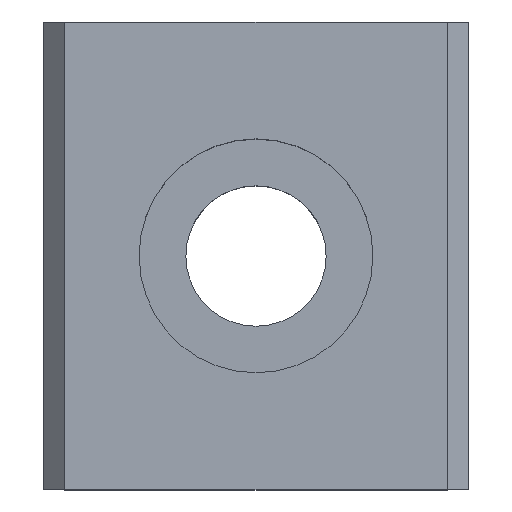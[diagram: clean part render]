
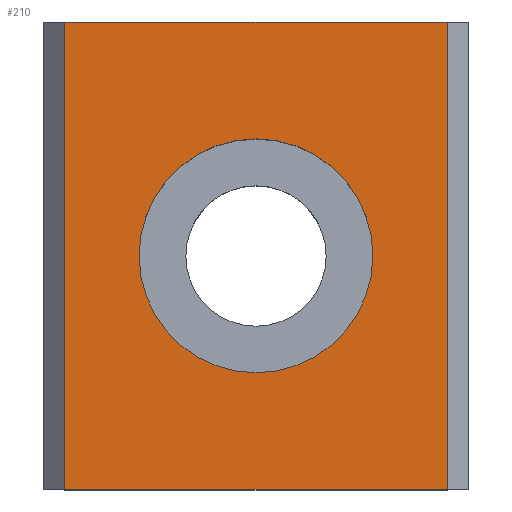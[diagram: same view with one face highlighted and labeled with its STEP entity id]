
A CAD part, top view. The second image highlights one B-rep face of the part: STEP entity #210.
In plain terms, the highlighted planar face has unit normal (0, 0, 1).
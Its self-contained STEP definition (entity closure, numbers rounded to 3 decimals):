
#118=VERTEX_POINT('',#288);
#140=VERTEX_POINT('',#312);
#174=VERTEX_POINT('',#351);
#192=EDGE_CURVE('',#118,#222,#372,.T.);
#200=EDGE_CURVE('',#222,#118,#380,.T.);
#210=ADVANCED_FACE('',(#390,#391),#392,.T.);
#222=VERTEX_POINT('',#405);
#228=EDGE_CURVE('',#236,#174,#412,.T.);
#232=EDGE_CURVE('',#236,#244,#416,.T.);
#236=VERTEX_POINT('',#421);
#242=EDGE_CURVE('',#140,#244,#428,.T.);
#244=VERTEX_POINT('',#430);
#250=EDGE_CURVE('',#174,#140,#436,.T.);
#288=CARTESIAN_POINT('',(-5.5,0.,10.));
#312=CARTESIAN_POINT('',(-9.0,-11.0,10.0));
#351=CARTESIAN_POINT('',(-9.0,11.0,10.0));
#372=CIRCLE('',#579,5.5);
#380=CIRCLE('',#592,5.5);
#390=FACE_OUTER_BOUND('',#608,.T.);
#391=FACE_BOUND('',#609,.T.);
#392=PLANE('',#610);
#405=CARTESIAN_POINT('',(5.5,0.,10.0));
#412=LINE('',#636,#637);
#416=LINE('',#644,#645);
#421=CARTESIAN_POINT('',(9.0,11.0,10.0));
#428=LINE('',#660,#661);
#430=CARTESIAN_POINT('',(9.0,-11.0,10.0));
#436=LINE('',#674,#675);
#579=AXIS2_PLACEMENT_3D('',#792,#793,#794);
#592=AXIS2_PLACEMENT_3D('',#797,#798,#799);
#608=EDGE_LOOP('',(#804,#805,#806,#807));
#609=EDGE_LOOP('',(#808,#809));
#610=AXIS2_PLACEMENT_3D('',#810,#811,#812);
#636=CARTESIAN_POINT('',(9.0,11.0,10.0));
#637=VECTOR('',#838,1.0);
#644=CARTESIAN_POINT('',(9.0,0.,10.0));
#645=VECTOR('',#840,1.0);
#660=CARTESIAN_POINT('',(9.0,-11.0,10.0));
#661=VECTOR('',#858,1.0);
#674=CARTESIAN_POINT('',(-9.0,0.,10.0));
#675=VECTOR('',#861,1.0);
#792=CARTESIAN_POINT('',(0.,0.,10.0));
#793=DIRECTION('',(0.0,0.,-1.0));
#794=DIRECTION('',(-1.0,0.,0.));
#797=CARTESIAN_POINT('',(0.,0.,10.0));
#798=DIRECTION('',(0.0,0.,-1.0));
#799=DIRECTION('',(-1.0,0.,0.));
#804=ORIENTED_EDGE('',*,*,#250,.T.);
#805=ORIENTED_EDGE('',*,*,#242,.T.);
#806=ORIENTED_EDGE('',*,*,#232,.F.);
#807=ORIENTED_EDGE('',*,*,#228,.T.);
#808=ORIENTED_EDGE('',*,*,#192,.T.);
#809=ORIENTED_EDGE('',*,*,#200,.T.);
#810=CARTESIAN_POINT('',(-9.0,0.,10.0));
#811=DIRECTION('',(0.0,0.,1.0));
#812=DIRECTION('',(0.0,-1.0,0.));
#838=DIRECTION('',(-1.0,0.0,0.0));
#840=DIRECTION('',(0.0,-1.0,0.));
#858=DIRECTION('',(1.0,0.0,0.0));
#861=DIRECTION('',(0.0,-1.0,0.));
